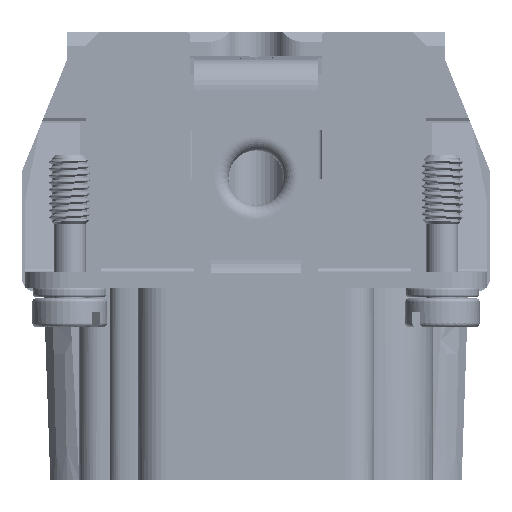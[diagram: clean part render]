
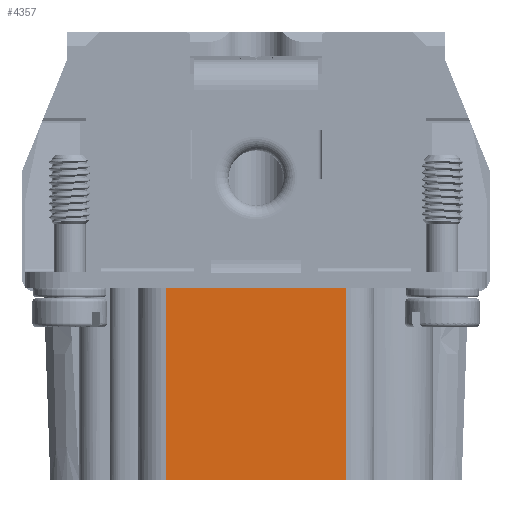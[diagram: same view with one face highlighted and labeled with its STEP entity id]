
A CAD part, left-side view. The second image highlights one B-rep face of the part: STEP entity #4357.
In plain terms, the highlighted planar face has unit normal (-1, 0, 0).
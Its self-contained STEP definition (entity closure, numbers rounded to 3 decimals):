
#956=PLANE('',#46759);
#2291=FACE_OUTER_BOUND('',#8424,.T.);
#4357=ADVANCED_FACE('',(#2291),#956,.T.);
#8424=EDGE_LOOP('',(#20410,#20411,#20412,#20413));
#13013=LINE('',#62512,#16442);
#13209=LINE('',#64240,#16638);
#13210=LINE('',#64245,#16639);
#13211=LINE('',#64247,#16640);
#16442=VECTOR('',#50565,1.);
#16638=VECTOR('',#51131,1.);
#16639=VECTOR('',#51138,1.);
#16640=VECTOR('',#51139,1.);
#20410=ORIENTED_EDGE('',*,*,#38681,.T.);
#20411=ORIENTED_EDGE('',*,*,#38283,.F.);
#20412=ORIENTED_EDGE('',*,*,#38678,.F.);
#20413=ORIENTED_EDGE('',*,*,#38682,.F.);
#33671=VERTEX_POINT('',#62511);
#33672=VERTEX_POINT('',#62513);
#34001=VERTEX_POINT('',#64241);
#34002=VERTEX_POINT('',#64246);
#38283=EDGE_CURVE('',#33671,#33672,#13013,.T.);
#38678=EDGE_CURVE('',#34001,#33671,#13209,.T.);
#38681=EDGE_CURVE('',#34002,#33672,#13210,.T.);
#38682=EDGE_CURVE('',#34002,#34001,#13211,.T.);
#46759=AXIS2_PLACEMENT_3D('',#64248,#51140,#51141);
#50565=DIRECTION('',(0.,-1.,0.));
#51131=DIRECTION('',(0.,0.,1.));
#51138=DIRECTION('',(0.,0.,1.));
#51139=DIRECTION('',(0.,1.,0.));
#51140=DIRECTION('',(-1.,0.,0.));
#51141=DIRECTION('',(0.,0.,1.));
#62511=CARTESIAN_POINT('',(-32.2,6.55,16.3));
#62512=CARTESIAN_POINT('',(-32.2,0.,16.3));
#62513=CARTESIAN_POINT('',(-32.2,-6.55,16.3));
#64240=CARTESIAN_POINT('',(-32.2,6.55,2.65));
#64241=CARTESIAN_POINT('',(-32.2,6.55,2.45));
#64245=CARTESIAN_POINT('',(-32.2,-6.55,2.65));
#64246=CARTESIAN_POINT('',(-32.2,-6.55,2.45));
#64247=CARTESIAN_POINT('',(-32.2,0.,2.45));
#64248=CARTESIAN_POINT('',(-32.2,-8.55,2.45));
